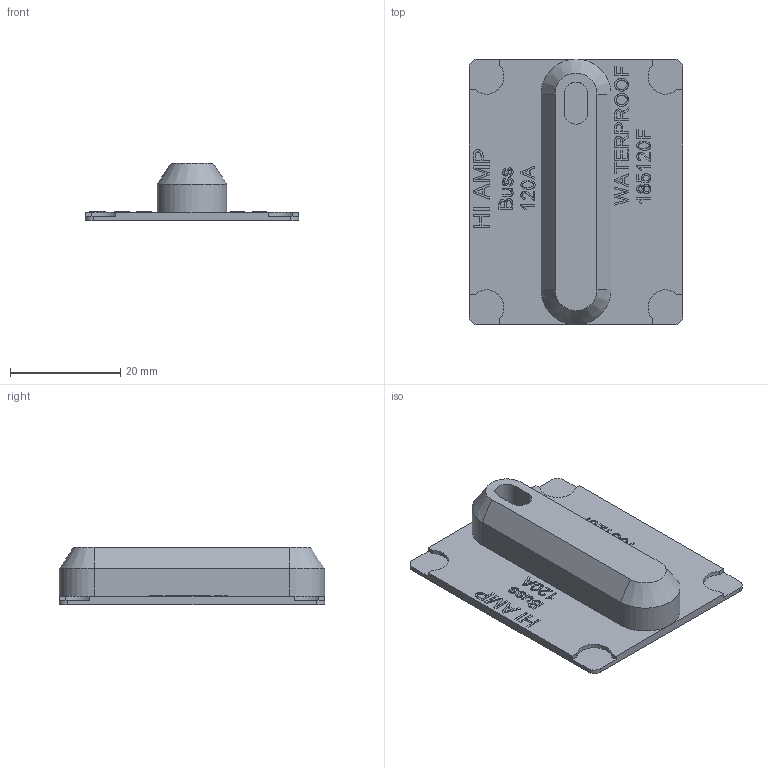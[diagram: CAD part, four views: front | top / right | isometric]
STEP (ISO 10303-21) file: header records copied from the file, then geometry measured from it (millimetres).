
FILE_DESCRIPTION(/* description */ (''),/* implementation_level */ '2;1');
FILE_NAME(/* name */ 'BUSS-COVER.ipt.stp',/* time_stamp */ '2016-01-07T16:39:42-08:00',/* author */ ('Autodesk'),/* organization */ (''),/* preprocessor_version */ 'ST-DEVELOPER v16.1',/* originating_system */ 'Autodesk Inventor 2016',/* authorisation */ '');
FILE_SCHEMA (('AUTOMOTIVE_DESIGN { 1 0 10303 214 3 1 1 }'));
Length unit declared in the file: inch
Products named in the file (1): BUSS-COVER
Bounding box: 38.86 x 48.26 x 10.41 mm (x, y, z)
Volume: 7124.2 mm3; surface area: 4984.6 mm2
Topology: 1 solids, 1 shells, 465 faces, 1245 edges, 828 vertices
Faces by surface type: plane 276, bspline 175, cylinder 12, cone 2
Entity records: 15464 total; most frequent: CARTESIAN_POINT 4946, ORIENTED_EDGE 2490, DIRECTION 1505, EDGE_CURVE 1245, LINE 867, VECTOR 867, VERTEX_POINT 828, EDGE_LOOP 511
